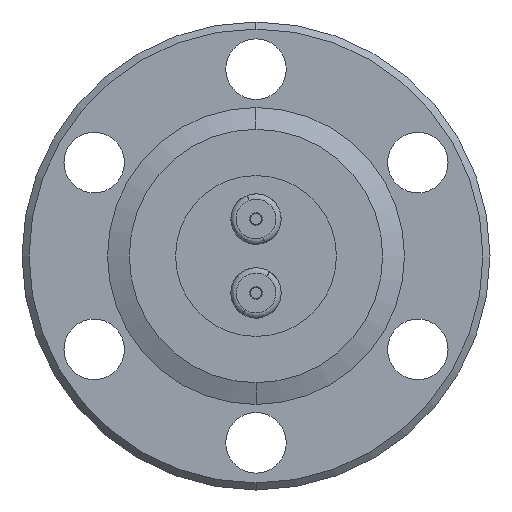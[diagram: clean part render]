
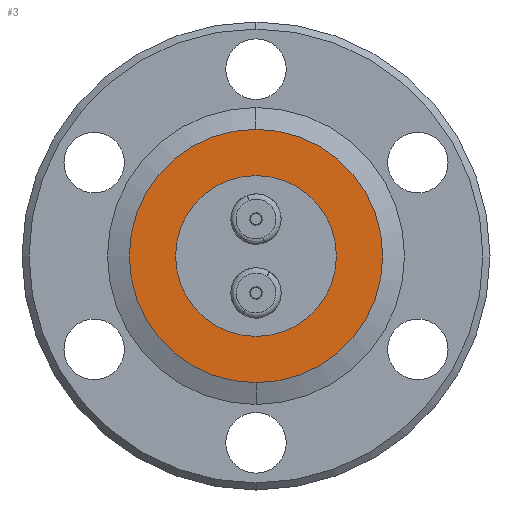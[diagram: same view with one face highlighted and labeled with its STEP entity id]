
A CAD part, front view. The second image highlights one B-rep face of the part: STEP entity #3.
In plain terms, the highlighted planar face has unit normal (0, -1, 0).
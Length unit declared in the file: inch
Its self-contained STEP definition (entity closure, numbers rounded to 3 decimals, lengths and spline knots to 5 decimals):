
#3 = ADVANCED_FACE ( 'NONE', ( #1168, #848 ), #1289, .F. ) ;
#95 = CARTESIAN_POINT ( 'NONE',  ( -0.11646, 0.07758, -0.49151 ) ) ;
#240 = CARTESIAN_POINT ( 'NONE',  ( -0.11646, 0.07758, -0.62301 ) ) ;
#241 = CARTESIAN_POINT ( 'NONE',  ( -0.11646, 0.07758, -0.03451 ) ) ;
#529 = VERTEX_POINT ( 'NONE', #95 ) ;
#638 = ORIENTED_EDGE ( 'NONE', *, *, #2113, .F. ) ;
#684 = CIRCLE ( 'NONE', #2254, 0.36 ) ;
#694 = CIRCLE ( 'NONE', #2252, 0.2285 ) ;
#708 = EDGE_LOOP ( 'NONE', ( #1161, #638 ) ) ;
#770 = CIRCLE ( 'NONE', #2278, 0.36 ) ;
#812 = ORIENTED_EDGE ( 'NONE', *, *, #2115, .F. ) ;
#848 = FACE_BOUND ( 'NONE', #708, .T. ) ;
#975 = VERTEX_POINT ( 'NONE', #240 ) ;
#1012 = VERTEX_POINT ( 'NONE', #241 ) ;
#1087 = ORIENTED_EDGE ( 'NONE', *, *, #2144, .F. ) ;
#1161 = ORIENTED_EDGE ( 'NONE', *, *, #2407, .F. ) ;
#1168 = FACE_OUTER_BOUND ( 'NONE', #1277, .T. ) ;
#1249 = CIRCLE ( 'NONE', #2358, 0.2285 ) ;
#1256 = VERTEX_POINT ( 'NONE', #1409 ) ;
#1277 = EDGE_LOOP ( 'NONE', ( #812, #1087 ) ) ;
#1284 = DIRECTION ( 'NONE',  ( 0., 1., 0. ) ) ;
#1285 = DIRECTION ( 'NONE',  ( 0., 0., -1. ) ) ;
#1286 = CARTESIAN_POINT ( 'NONE',  ( 0.24354, 0.07758, -0.26301 ) ) ;
#1289 = PLANE ( 'NONE',  #2149 ) ;
#1304 = DIRECTION ( 'NONE',  ( 0., 0., 1. ) ) ;
#1383 = DIRECTION ( 'NONE',  ( 0., 0., -1. ) ) ;
#1384 = DIRECTION ( 'NONE',  ( 0., 1., 0. ) ) ;
#1385 = CARTESIAN_POINT ( 'NONE',  ( -0.11646, 0.07758, -0.26301 ) ) ;
#1389 = DIRECTION ( 'NONE',  ( 0., 0., 1. ) ) ;
#1390 = DIRECTION ( 'NONE',  ( 0., -1., 0. ) ) ;
#1391 = CARTESIAN_POINT ( 'NONE',  ( -0.11646, 0.07758, -0.26301 ) ) ;
#1409 = CARTESIAN_POINT ( 'NONE',  ( -0.11646, 0.07758, 0.09699 ) ) ;
#1841 = DIRECTION ( 'NONE',  ( 0., 0., -1. ) ) ;
#1842 = DIRECTION ( 'NONE',  ( 0., 1., 0. ) ) ;
#1843 = CARTESIAN_POINT ( 'NONE',  ( -0.11646, 0.07758, -0.26301 ) ) ;
#1853 = DIRECTION ( 'NONE',  ( 0., -1., 0. ) ) ;
#1854 = CARTESIAN_POINT ( 'NONE',  ( -0.11646, 0.07758, -0.26301 ) ) ;
#2113 = EDGE_CURVE ( 'NONE', #529, #1012, #694, .T. ) ;
#2115 = EDGE_CURVE ( 'NONE', #975, #1256, #684, .T. ) ;
#2144 = EDGE_CURVE ( 'NONE', #1256, #975, #770, .T. ) ;
#2149 = AXIS2_PLACEMENT_3D ( 'NONE', #1286, #1284, #1285 ) ;
#2252 = AXIS2_PLACEMENT_3D ( 'NONE', #1391, #1390, #1389 ) ;
#2254 = AXIS2_PLACEMENT_3D ( 'NONE', #1385, #1384, #1383 ) ;
#2278 = AXIS2_PLACEMENT_3D ( 'NONE', #1843, #1842, #1841 ) ;
#2358 = AXIS2_PLACEMENT_3D ( 'NONE', #1854, #1853, #1304 ) ;
#2407 = EDGE_CURVE ( 'NONE', #1012, #529, #1249, .T. ) ;
